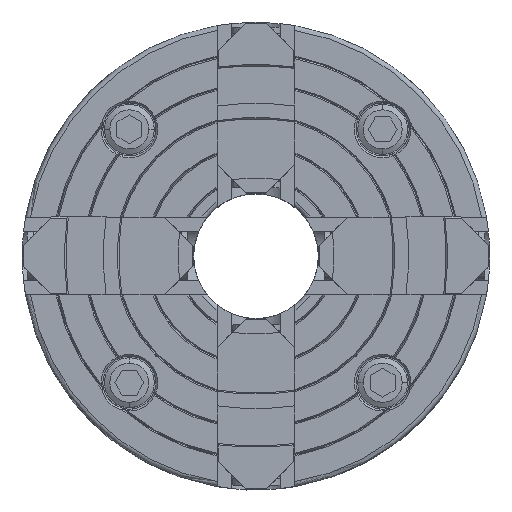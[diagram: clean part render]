
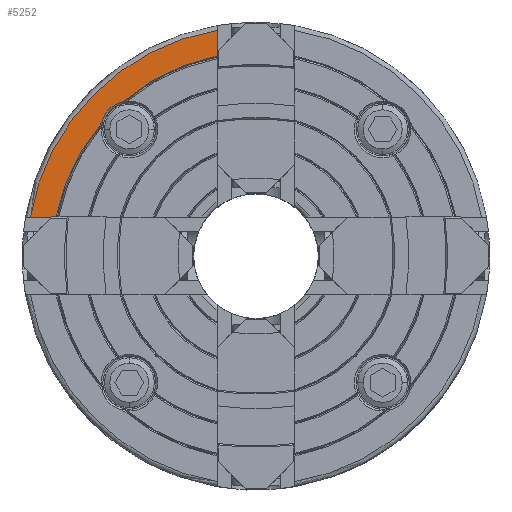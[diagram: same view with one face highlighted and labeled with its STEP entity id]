
A CAD part, top view. The second image highlights one B-rep face of the part: STEP entity #5252.
In plain terms, the highlighted planar face has unit normal (0, 0, 1).
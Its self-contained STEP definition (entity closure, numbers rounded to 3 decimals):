
#1075 = AXIS2_PLACEMENT_3D ( 'NONE', #11835, #23465, #6175 ) ;
#2142 = CIRCLE ( 'NONE', #34999, 65.4 ) ;
#2391 = ORIENTED_EDGE ( 'NONE', *, *, #17846, .T. ) ;
#3329 = PLANE ( 'NONE',  #1075 ) ;
#3403 = AXIS2_PLACEMENT_3D ( 'NONE', #9128, #29295, #12017 ) ;
#3752 = EDGE_CURVE ( 'NONE', #26869, #3775, #2142, .T. ) ;
#3775 = VERTEX_POINT ( 'NONE', #32766 ) ;
#3942 = CARTESIAN_POINT ( 'NONE',  ( 0., 0., 0. ) ) ;
#4198 = VECTOR ( 'NONE', #26377, 1000. ) ;
#5146 = CIRCLE ( 'NONE', #3403, 65.4 ) ;
#5252 = ADVANCED_FACE ( 'NONE', ( #34455 ), #3329, .F. ) ;
#5330 = CARTESIAN_POINT ( 'NONE',  ( -40.659, 40.659, 0. ) ) ;
#5335 = DIRECTION ( 'NONE',  ( 0., 0., -1. ) ) ;
#5665 = DIRECTION ( 'NONE',  ( 0., -1., 0. ) ) ;
#6175 = DIRECTION ( 'NONE',  ( 1., 0., 0. ) ) ;
#6696 = EDGE_CURVE ( 'NONE', #25397, #17438, #27197, .T. ) ;
#6813 = DIRECTION ( 'NONE',  ( 0., 1., 0. ) ) ;
#7051 = CARTESIAN_POINT ( 'NONE',  ( -65.575, 12.5, 0. ) ) ;
#7324 = AXIS2_PLACEMENT_3D ( 'NONE', #5330, #25525, #8217 ) ;
#7501 = ORIENTED_EDGE ( 'NONE', *, *, #22701, .T. ) ;
#8217 = DIRECTION ( 'NONE',  ( -1., 0., 0. ) ) ;
#8309 = ORIENTED_EDGE ( 'NONE', *, *, #6696, .F. ) ;
#9128 = CARTESIAN_POINT ( 'NONE',  ( 0., 0., 0. ) ) ;
#11835 = CARTESIAN_POINT ( 'NONE',  ( -51.972, 51.972, 0. ) ) ;
#12017 = DIRECTION ( 'NONE',  ( -1., 0., 0. ) ) ;
#12599 = CARTESIAN_POINT ( 'NONE',  ( -49.523, 42.716, 0. ) ) ;
#13155 = EDGE_CURVE ( 'NONE', #14564, #3775, #27792, .T. ) ;
#13364 = VECTOR ( 'NONE', #5665, 1000. ) ;
#13600 = ORIENTED_EDGE ( 'NONE', *, *, #19075, .F. ) ;
#14244 = CARTESIAN_POINT ( 'NONE',  ( -12.5, 65.575, 0. ) ) ;
#14564 = VERTEX_POINT ( 'NONE', #7051 ) ;
#15172 = DIRECTION ( 'NONE',  ( 1., 0., 0. ) ) ;
#16299 = ORIENTED_EDGE ( 'NONE', *, *, #33774, .F. ) ;
#17438 = VERTEX_POINT ( 'NONE', #14244 ) ;
#17808 = CARTESIAN_POINT ( 'NONE',  ( -72.429, 12.5, 0. ) ) ;
#17846 = EDGE_CURVE ( 'NONE', #26869, #20941, #34221, .T. ) ;
#19045 = DIRECTION ( 'NONE',  ( 1., 0., 0. ) ) ;
#19075 = EDGE_CURVE ( 'NONE', #19311, #25397, #31463, .T. ) ;
#19271 = ORIENTED_EDGE ( 'NONE', *, *, #20893, .T. ) ;
#19311 = VERTEX_POINT ( 'NONE', #17808 ) ;
#20848 = CARTESIAN_POINT ( 'NONE',  ( -75., 12.5, 0. ) ) ;
#20893 = EDGE_CURVE ( 'NONE', #19311, #14564, #29556, .T. ) ;
#20941 = VERTEX_POINT ( 'NONE', #35568 ) ;
#21065 = LINE ( 'NONE', #25862, #13364 ) ;
#21914 = VECTOR ( 'NONE', #15172, 1000. ) ;
#22624 = CARTESIAN_POINT ( 'NONE',  ( 0., 0., 0. ) ) ;
#22701 = EDGE_CURVE ( 'NONE', #20941, #27215, #5146, .T. ) ;
#23444 = CARTESIAN_POINT ( 'NONE',  ( -12.5, 64.194, 0. ) ) ;
#23465 = DIRECTION ( 'NONE',  ( 0., 0., -1. ) ) ;
#23884 = ORIENTED_EDGE ( 'NONE', *, *, #13155, .T. ) ;
#24086 = DIRECTION ( 'NONE',  ( 0., 0., 1. ) ) ;
#25397 = VERTEX_POINT ( 'NONE', #33060 ) ;
#25525 = DIRECTION ( 'NONE',  ( 0., 0., -1. ) ) ;
#25528 = DIRECTION ( 'NONE',  ( -1., 0., 0. ) ) ;
#25862 = CARTESIAN_POINT ( 'NONE',  ( -12.5, 75., 0. ) ) ;
#26258 = CARTESIAN_POINT ( 'NONE',  ( -12.5, 75., 0. ) ) ;
#26377 = DIRECTION ( 'NONE',  ( 0., -1., 0. ) ) ;
#26869 = VERTEX_POINT ( 'NONE', #12599 ) ;
#27197 = LINE ( 'NONE', #26258, #4198 ) ;
#27215 = VERTEX_POINT ( 'NONE', #23444 ) ;
#27792 = LINE ( 'NONE', #30479, #33619 ) ;
#29295 = DIRECTION ( 'NONE',  ( 0., 0., -1. ) ) ;
#29556 = LINE ( 'NONE', #20848, #21914 ) ;
#29752 = EDGE_LOOP ( 'NONE', ( #2391, #7501, #16299, #8309, #13600, #19271, #23884, #31856 ) ) ;
#30479 = CARTESIAN_POINT ( 'NONE',  ( -75., 12.5, 0. ) ) ;
#31463 = CIRCLE ( 'NONE', #35365, 73.5 ) ;
#31856 = ORIENTED_EDGE ( 'NONE', *, *, #3752, .F. ) ;
#32766 = CARTESIAN_POINT ( 'NONE',  ( -64.194, 12.5, 0. ) ) ;
#33060 = CARTESIAN_POINT ( 'NONE',  ( -12.5, 72.429, 0. ) ) ;
#33619 = VECTOR ( 'NONE', #19045, 1000. ) ;
#33774 = EDGE_CURVE ( 'NONE', #17438, #27215, #21065, .T. ) ;
#34221 = CIRCLE ( 'NONE', #7324, 9.1 ) ;
#34455 = FACE_OUTER_BOUND ( 'NONE', #29752, .T. ) ;
#34999 = AXIS2_PLACEMENT_3D ( 'NONE', #3942, #24086, #6813 ) ;
#35365 = AXIS2_PLACEMENT_3D ( 'NONE', #22624, #5335, #25528 ) ;
#35568 = CARTESIAN_POINT ( 'NONE',  ( -42.716, 49.523, 0. ) ) ;
